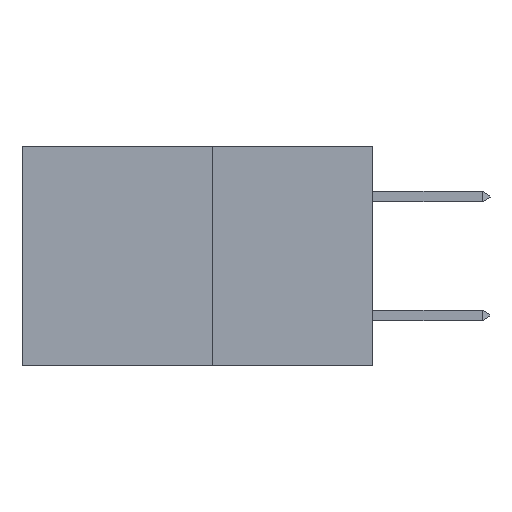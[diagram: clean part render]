
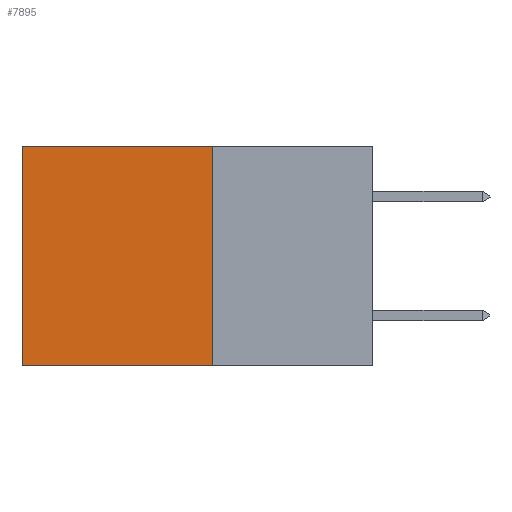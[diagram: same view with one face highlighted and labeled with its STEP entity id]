
A CAD part, left-side view. The second image highlights one B-rep face of the part: STEP entity #7895.
In plain terms, the highlighted planar face has unit normal (-1, 0, 0).
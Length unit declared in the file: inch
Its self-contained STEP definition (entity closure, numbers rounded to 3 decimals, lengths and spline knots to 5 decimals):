
#399 = LINE ( 'NONE', #6727, #8864 ) ;
#898 = VECTOR ( 'NONE', #4105, 39.37008 ) ;
#1875 = VERTEX_POINT ( 'NONE', #4820 ) ;
#2378 = PLANE ( 'NONE',  #4118 ) ;
#2645 = CARTESIAN_POINT ( 'NONE',  ( 0.277, 0.27, 0. ) ) ;
#3047 = ORIENTED_EDGE ( 'NONE', *, *, #11148, .T. ) ;
#3226 = CARTESIAN_POINT ( 'NONE',  ( 0.277, 0.27, 0. ) ) ;
#3767 = DIRECTION ( 'NONE',  ( 0., 1., 0. ) ) ;
#3878 = LINE ( 'NONE', #13525, #898 ) ;
#4009 = VERTEX_POINT ( 'NONE', #3226 ) ;
#4105 = DIRECTION ( 'NONE',  ( 0., 0., -1. ) ) ;
#4118 = AXIS2_PLACEMENT_3D ( 'NONE', #6771, #11026, #4625 ) ;
#4625 = DIRECTION ( 'NONE',  ( 0., 0., -1. ) ) ;
#4627 = VECTOR ( 'NONE', #13745, 39.37008 ) ;
#4767 = EDGE_CURVE ( 'NONE', #7665, #9057, #13019, .T. ) ;
#4820 = CARTESIAN_POINT ( 'NONE',  ( 0.277, 0.59, 0. ) ) ;
#4824 = FACE_OUTER_BOUND ( 'NONE', #8697, .T. ) ;
#5335 = CARTESIAN_POINT ( 'NONE',  ( 0.277, 0.27, -0.37 ) ) ;
#5781 = EDGE_CURVE ( 'NONE', #1875, #9057, #399, .T. ) ;
#6493 = ORIENTED_EDGE ( 'NONE', *, *, #4767, .F. ) ;
#6727 = CARTESIAN_POINT ( 'NONE',  ( 0.277, 0.59, -0.37 ) ) ;
#6771 = CARTESIAN_POINT ( 'NONE',  ( 0.277, 0.27, -0.37 ) ) ;
#6871 = EDGE_CURVE ( 'NONE', #4009, #7665, #3878, .T. ) ;
#7665 = VERTEX_POINT ( 'NONE', #5335 ) ;
#7895 = ADVANCED_FACE ( 'NONE', ( #4824 ), #2378, .F. ) ;
#8697 = EDGE_LOOP ( 'NONE', ( #10761, #6493, #12365, #3047 ) ) ;
#8864 = VECTOR ( 'NONE', #10976, 39.37008 ) ;
#9057 = VERTEX_POINT ( 'NONE', #12873 ) ;
#9458 = VECTOR ( 'NONE', #3767, 39.37008 ) ;
#9769 = LINE ( 'NONE', #2645, #9458 ) ;
#10761 = ORIENTED_EDGE ( 'NONE', *, *, #5781, .T. ) ;
#10976 = DIRECTION ( 'NONE',  ( 0., 0., -1. ) ) ;
#11026 = DIRECTION ( 'NONE',  ( 1., 0., 0. ) ) ;
#11148 = EDGE_CURVE ( 'NONE', #4009, #1875, #9769, .T. ) ;
#12365 = ORIENTED_EDGE ( 'NONE', *, *, #6871, .F. ) ;
#12873 = CARTESIAN_POINT ( 'NONE',  ( 0.277, 0.59, -0.37 ) ) ;
#13019 = LINE ( 'NONE', #13806, #4627 ) ;
#13525 = CARTESIAN_POINT ( 'NONE',  ( 0.277, 0.27, -0.37 ) ) ;
#13745 = DIRECTION ( 'NONE',  ( 0., 1., 0. ) ) ;
#13806 = CARTESIAN_POINT ( 'NONE',  ( 0.277, 0.27, -0.37 ) ) ;
